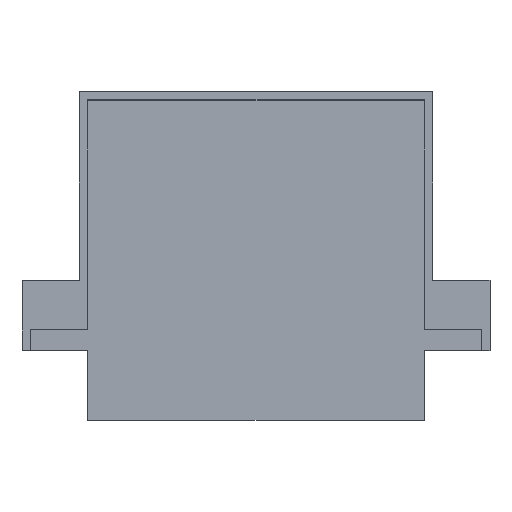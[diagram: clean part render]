
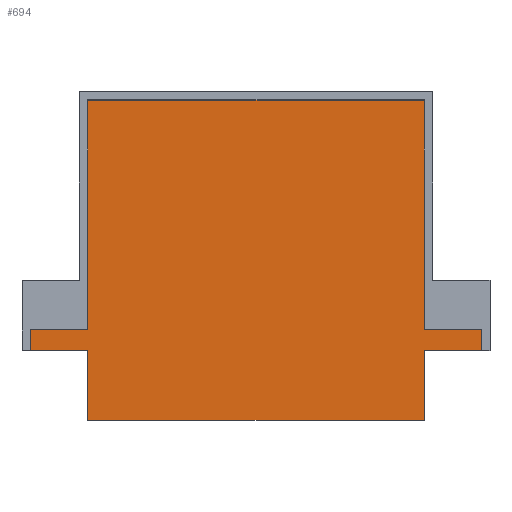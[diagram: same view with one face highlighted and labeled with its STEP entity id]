
A CAD part, top view. The second image highlights one B-rep face of the part: STEP entity #694.
In plain terms, the highlighted planar face has unit normal (0, 0, 1).
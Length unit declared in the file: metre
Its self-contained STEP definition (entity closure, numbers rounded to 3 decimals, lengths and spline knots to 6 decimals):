
#112=ORIENTED_EDGE('',*,*,#266,.F.);
#113=ORIENTED_EDGE('',*,*,#263,.F.);
#114=ORIENTED_EDGE('',*,*,#241,.T.);
#115=ORIENTED_EDGE('',*,*,#273,.T.);
#116=ORIENTED_EDGE('',*,*,#253,.T.);
#117=ORIENTED_EDGE('',*,*,#249,.T.);
#118=ORIENTED_EDGE('',*,*,#284,.T.);
#119=ORIENTED_EDGE('',*,*,#286,.T.);
#120=ORIENTED_EDGE('',*,*,#287,.T.);
#121=ORIENTED_EDGE('',*,*,#288,.T.);
#122=ORIENTED_EDGE('',*,*,#289,.T.);
#123=ORIENTED_EDGE('',*,*,#290,.F.);
#241=EDGE_CURVE('',#339,#341,#405,.T.);
#249=EDGE_CURVE('',#348,#349,#413,.T.);
#253=EDGE_CURVE('',#352,#348,#417,.T.);
#263=EDGE_CURVE('',#339,#360,#427,.T.);
#266=EDGE_CURVE('',#360,#362,#430,.T.);
#273=EDGE_CURVE('',#341,#352,#437,.T.);
#284=EDGE_CURVE('',#349,#371,#448,.T.);
#286=EDGE_CURVE('',#371,#372,#450,.T.);
#287=EDGE_CURVE('',#372,#373,#451,.T.);
#288=EDGE_CURVE('',#373,#374,#452,.T.);
#289=EDGE_CURVE('',#374,#375,#453,.T.);
#290=EDGE_CURVE('',#362,#375,#454,.T.);
#339=VERTEX_POINT('',#989);
#341=VERTEX_POINT('',#993);
#348=VERTEX_POINT('',#1011);
#349=VERTEX_POINT('',#1012);
#352=VERTEX_POINT('',#1020);
#360=VERTEX_POINT('',#1040);
#362=VERTEX_POINT('',#1046);
#371=VERTEX_POINT('',#1078);
#372=VERTEX_POINT('',#1082);
#373=VERTEX_POINT('',#1084);
#374=VERTEX_POINT('',#1086);
#375=VERTEX_POINT('',#1088);
#405=LINE('',#994,#501);
#413=LINE('',#1010,#509);
#417=LINE('',#1019,#513);
#427=LINE('',#1039,#523);
#430=LINE('',#1045,#526);
#437=LINE('',#1056,#533);
#448=LINE('',#1077,#544);
#450=LINE('',#1081,#546);
#451=LINE('',#1083,#547);
#452=LINE('',#1085,#548);
#453=LINE('',#1087,#549);
#454=LINE('',#1089,#550);
#501=VECTOR('',#799,1.);
#509=VECTOR('',#811,1.);
#513=VECTOR('',#817,1.);
#523=VECTOR('',#831,1.);
#526=VECTOR('',#836,1.);
#533=VECTOR('',#847,1.);
#544=VECTOR('',#864,1.);
#546=VECTOR('',#868,1.);
#547=VECTOR('',#869,1.);
#548=VECTOR('',#870,1.);
#549=VECTOR('',#871,1.);
#550=VECTOR('',#872,1.);
#590=EDGE_LOOP('',(#112,#113,#114,#115,#116,#117,#118,#119,#120,#121,#122,#123));
#626=FACE_BOUND('',#590,.T.);
#661=PLANE('',#744);
#694=ADVANCED_FACE('',(#626),#661,.T.);
#744=AXIS2_PLACEMENT_3D('',#1080,#866,#867);
#799=DIRECTION('',(0.,1.,0.));
#811=DIRECTION('',(-1.,0.,0.));
#817=DIRECTION('',(0.,-1.,0.));
#831=DIRECTION('',(1.,0.,0.));
#836=DIRECTION('',(0.,-1.,0.));
#847=DIRECTION('',(-1.,0.,0.));
#864=DIRECTION('',(0.,-1.,0.));
#866=DIRECTION('',(0.,0.,1.));
#867=DIRECTION('',(1.,0.,0.));
#868=DIRECTION('',(1.,0.,0.));
#869=DIRECTION('',(0.,-1.,0.));
#870=DIRECTION('',(1.,0.,0.));
#871=DIRECTION('',(0.,1.,0.));
#872=DIRECTION('',(-1.,0.,0.));
#989=CARTESIAN_POINT('',(0.041,0.011,0.));
#993=CARTESIAN_POINT('',(0.041,0.039,0.));
#994=CARTESIAN_POINT('',(0.041,0.025,0.));
#1010=CARTESIAN_POINT('',(-0.0035,0.011,0.));
#1011=CARTESIAN_POINT('',(0.,0.011,0.));
#1012=CARTESIAN_POINT('',(-0.007,0.011,0.));
#1019=CARTESIAN_POINT('',(0.,0.025,0.));
#1020=CARTESIAN_POINT('',(0.,0.039,0.));
#1039=CARTESIAN_POINT('',(0.0445,0.011,0.));
#1040=CARTESIAN_POINT('',(0.048,0.011,0.));
#1045=CARTESIAN_POINT('',(0.048,0.00975,0.));
#1046=CARTESIAN_POINT('',(0.048,0.0085,0.));
#1056=CARTESIAN_POINT('',(0.01025,0.039,0.));
#1077=CARTESIAN_POINT('',(-0.007,0.00975,0.));
#1078=CARTESIAN_POINT('',(-0.007,0.0085,0.));
#1080=CARTESIAN_POINT('',(0.0205,0.02,0.));
#1081=CARTESIAN_POINT('',(-0.0035,0.0085,0.));
#1082=CARTESIAN_POINT('',(0.,0.0085,0.));
#1083=CARTESIAN_POINT('',(0.,0.00425,0.));
#1084=CARTESIAN_POINT('',(0.,0.,0.));
#1085=CARTESIAN_POINT('',(0.01025,0.,0.));
#1086=CARTESIAN_POINT('',(0.041,0.,0.));
#1087=CARTESIAN_POINT('',(0.041,0.00425,0.));
#1088=CARTESIAN_POINT('',(0.041,0.0085,0.));
#1089=CARTESIAN_POINT('',(0.0445,0.0085,0.));
